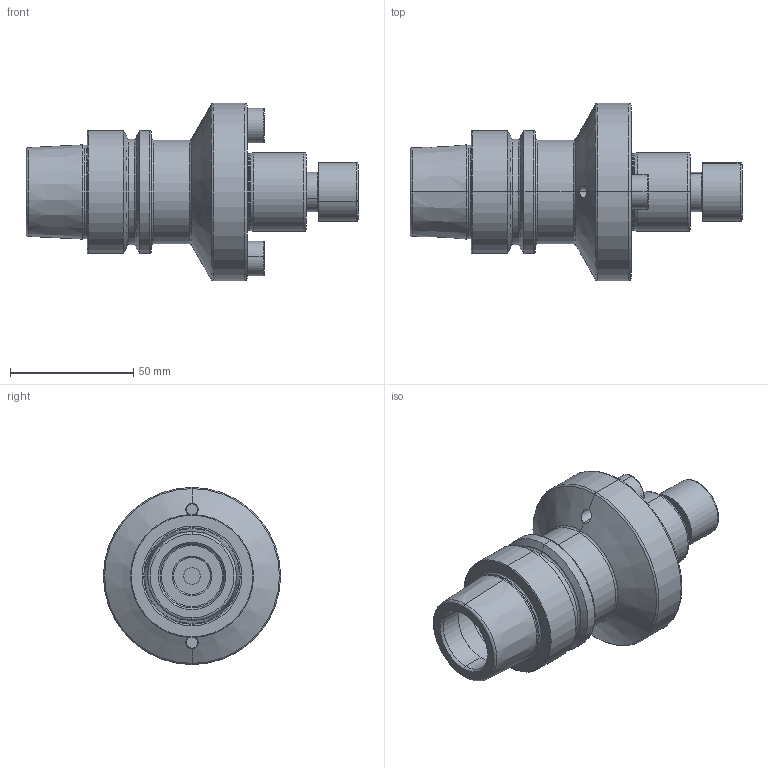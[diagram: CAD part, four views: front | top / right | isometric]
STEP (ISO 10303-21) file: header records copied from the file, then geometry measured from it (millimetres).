
FILE_DESCRIPTION (( 'STEP AP214' ), '1' );
FILE_NAME ('HE5.D32.001.065.STEP', '2011-10-06T11:20:42', ( 'SwiAdmin' ), ( '' ), 'SwSTEP 2.0', 'SolidWorks 2011', '' );
FILE_SCHEMA (( 'AUTOMOTIVE_DESIGN' ));
Length unit declared in the file: millimetre
Products named in the file (4): HE5.D32.001.065; HE5-D32.001.065_A_Fertigbearbeitung; D32-ER2.001.022_B; D32-ER1.002.035_A_Default
Assembly tree (4 placements, depth 2):
  HE5.D32.001.065
    HE5-D32.001.065_A_Fertigbearbeitung
    D32-ER2.001.022_B  x2
    D32-ER1.002.035_A_Default
Bounding box: 134.9 x 72 x 72 mm (x, y, z)
Volume: 181208 mm3; surface area: 37647.3 mm2
Topology: 4 solids, 4 shells, 225 faces, 476 edges, 269 vertices
Faces by surface type: torus 64, cylinder 60, cone 54, plane 47
Entity records: 5719 total; most frequent: CARTESIAN_POINT 1024, DIRECTION 984, ORIENTED_EDGE 768, AXIS2_PLACEMENT_3D 428, EDGE_CURVE 384, CIRCLE 236, VERTEX_POINT 218, EDGE_LOOP 204
